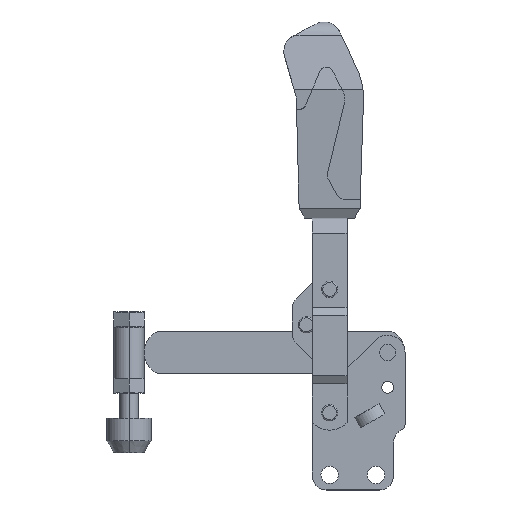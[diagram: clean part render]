
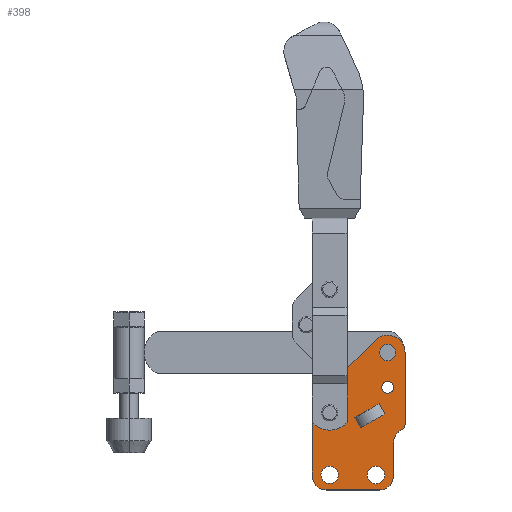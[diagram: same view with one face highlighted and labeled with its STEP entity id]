
A CAD part, top view. The second image highlights one B-rep face of the part: STEP entity #398.
In plain terms, the highlighted planar face has unit normal (0, 0, 1).
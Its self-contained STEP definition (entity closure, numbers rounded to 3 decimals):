
#398=ADVANCED_FACE('NONE',(#1099,#1100,#1101,#1102,#1103,#1104,#1105),#1106,.T.);
#1099=FACE_OUTER_BOUND('',#2158,.T.);
#1100=FACE_BOUND('',#2159,.T.);
#1101=FACE_BOUND('',#2160,.T.);
#1102=FACE_BOUND('',#2161,.T.);
#1103=FACE_BOUND('',#2162,.T.);
#1104=FACE_BOUND('',#2163,.T.);
#1105=FACE_BOUND('',#2164,.T.);
#1106=PLANE('',#2165);
#2158=EDGE_LOOP('',(#3283,#3284,#3285,#3286,#3287,#3288,#3289,#3290,#3291,#3292,#3293));
#2159=EDGE_LOOP('',(#3294,#3295));
#2160=EDGE_LOOP('',(#3296,#3297));
#2161=EDGE_LOOP('',(#3298,#3299));
#2162=EDGE_LOOP('',(#3300,#3301));
#2163=EDGE_LOOP('',(#3302,#3303));
#2164=EDGE_LOOP('',(#3304,#3305,#3306,#3307));
#2165=AXIS2_PLACEMENT_3D('',#3308,#3309,#3310);
#3283=ORIENTED_EDGE('',*,*,#6076,.T.);
#3284=ORIENTED_EDGE('',*,*,#6077,.T.);
#3285=ORIENTED_EDGE('',*,*,#6078,.T.);
#3286=ORIENTED_EDGE('',*,*,#6079,.T.);
#3287=ORIENTED_EDGE('',*,*,#6080,.T.);
#3288=ORIENTED_EDGE('',*,*,#6081,.F.);
#3289=ORIENTED_EDGE('',*,*,#6082,.T.);
#3290=ORIENTED_EDGE('',*,*,#6083,.T.);
#3291=ORIENTED_EDGE('',*,*,#6084,.T.);
#3292=ORIENTED_EDGE('',*,*,#6085,.T.);
#3293=ORIENTED_EDGE('',*,*,#6086,.T.);
#3294=ORIENTED_EDGE('',*,*,#5983,.T.);
#3295=ORIENTED_EDGE('',*,*,#6087,.T.);
#3296=ORIENTED_EDGE('',*,*,#5993,.T.);
#3297=ORIENTED_EDGE('',*,*,#6088,.T.);
#3298=ORIENTED_EDGE('',*,*,#6089,.F.);
#3299=ORIENTED_EDGE('',*,*,#6043,.F.);
#3300=ORIENTED_EDGE('',*,*,#6090,.F.);
#3301=ORIENTED_EDGE('',*,*,#6038,.F.);
#3302=ORIENTED_EDGE('',*,*,#6021,.F.);
#3303=ORIENTED_EDGE('',*,*,#6091,.F.);
#3304=ORIENTED_EDGE('',*,*,#6072,.F.);
#3305=ORIENTED_EDGE('',*,*,#6092,.T.);
#3306=ORIENTED_EDGE('',*,*,#6070,.T.);
#3307=ORIENTED_EDGE('',*,*,#6093,.F.);
#3308=CARTESIAN_POINT('',(-1.5,-27.25,6.0));
#3309=DIRECTION('',(0.0,0.0,1.0));
#3310=DIRECTION('',(1.0,0.0,0.0));
#5983=EDGE_CURVE('NONE',#7094,#7092,#7095,.T.);
#5993=EDGE_CURVE('NONE',#7112,#7110,#7113,.T.);
#6021=EDGE_CURVE('NONE',#7161,#7162,#7163,.T.);
#6038=EDGE_CURVE('NONE',#7191,#7193,#7194,.T.);
#6043=EDGE_CURVE('NONE',#7200,#7202,#7203,.T.);
#6070=EDGE_CURVE('NONE',#7247,#7244,#7248,.T.);
#6072=EDGE_CURVE('NONE',#7249,#7245,#7251,.T.);
#6076=EDGE_CURVE('NONE',#7255,#7256,#7257,.T.);
#6077=EDGE_CURVE('NONE',#7256,#7258,#7259,.T.);
#6078=EDGE_CURVE('NONE',#7258,#7260,#7261,.T.);
#6079=EDGE_CURVE('NONE',#7260,#7262,#7263,.T.);
#6080=EDGE_CURVE('NONE',#7262,#7264,#7265,.T.);
#6081=EDGE_CURVE('NONE',#7266,#7264,#7267,.T.);
#6082=EDGE_CURVE('NONE',#7266,#7268,#7269,.T.);
#6083=EDGE_CURVE('NONE',#7268,#7270,#7271,.T.);
#6084=EDGE_CURVE('NONE',#7270,#7272,#7273,.T.);
#6085=EDGE_CURVE('NONE',#7272,#7274,#7275,.T.);
#6086=EDGE_CURVE('NONE',#7274,#7255,#7276,.T.);
#6087=EDGE_CURVE('NONE',#7092,#7094,#7277,.T.);
#6088=EDGE_CURVE('NONE',#7110,#7112,#7278,.T.);
#6089=EDGE_CURVE('NONE',#7202,#7200,#7279,.T.);
#6090=EDGE_CURVE('NONE',#7193,#7191,#7280,.T.);
#6091=EDGE_CURVE('NONE',#7162,#7161,#7281,.T.);
#6092=EDGE_CURVE('NONE',#7249,#7247,#7282,.T.);
#6093=EDGE_CURVE('NONE',#7245,#7244,#7283,.T.);
#7092=VERTEX_POINT('NONE',#8698);
#7094=VERTEX_POINT('NONE',#8701);
#7095=CIRCLE('',#8702,2.5);
#7110=VERTEX_POINT('NONE',#8720);
#7112=VERTEX_POINT('NONE',#8723);
#7113=CIRCLE('',#8724,2.5);
#7161=VERTEX_POINT('NONE',#8783);
#7162=VERTEX_POINT('NONE',#8784);
#7163=CIRCLE('',#8785,2.5);
#7191=VERTEX_POINT('NONE',#8819);
#7193=VERTEX_POINT('NONE',#8822);
#7194=CIRCLE('',#8823,3.75);
#7200=VERTEX_POINT('NONE',#8830);
#7202=VERTEX_POINT('NONE',#8833);
#7203=CIRCLE('',#8834,3.75);
#7244=VERTEX_POINT('NONE',#8885);
#7245=VERTEX_POINT('NONE',#8886);
#7247=VERTEX_POINT('NONE',#8888);
#7248=LINE('',#8889,#8890);
#7249=VERTEX_POINT('NONE',#8891);
#7251=LINE('',#8893,#8894);
#7255=VERTEX_POINT('NONE',#8898);
#7256=VERTEX_POINT('NONE',#8899);
#7257=LINE('',#8900,#8901);
#7258=VERTEX_POINT('NONE',#8902);
#7259=CIRCLE('',#8903,6.0);
#7260=VERTEX_POINT('NONE',#8904);
#7261=LINE('',#8905,#8906);
#7262=VERTEX_POINT('NONE',#8907);
#7263=CIRCLE('',#8908,6.0);
#7264=VERTEX_POINT('NONE',#8909);
#7265=LINE('',#8910,#8911);
#7266=VERTEX_POINT('NONE',#8912);
#7267=CIRCLE('',#8913,7.0);
#7268=VERTEX_POINT('NONE',#8914);
#7269=CIRCLE('',#8915,2.0);
#7270=VERTEX_POINT('NONE',#8916);
#7271=LINE('',#8917,#8918);
#7272=VERTEX_POINT('NONE',#8919);
#7273=CIRCLE('',#8920,7.5);
#7274=VERTEX_POINT('NONE',#8921);
#7275=LINE('',#8922,#8923);
#7276=CIRCLE('',#8924,7.5);
#7277=CIRCLE('',#8925,2.5);
#7278=CIRCLE('',#8926,2.5);
#7279=CIRCLE('',#8927,3.75);
#7280=CIRCLE('',#8928,3.75);
#7281=CIRCLE('',#8929,2.5);
#7282=LINE('',#8930,#8931);
#7283=LINE('',#8932,#8933);
#8698=CARTESIAN_POINT('',(27.5,11.0,6.0));
#8701=CARTESIAN_POINT('',(22.5,11.0,6.0));
#8702=AXIS2_PLACEMENT_3D('',#11554,#11555,#11556);
#8720=CARTESIAN_POINT('',(2.5,0.0,6.0));
#8723=CARTESIAN_POINT('',(-2.5,0.0,6.0));
#8724=AXIS2_PLACEMENT_3D('',#11570,#11571,#11572);
#8783=CARTESIAN_POINT('',(22.5,26.0,6.0));
#8784=CARTESIAN_POINT('',(27.5,26.0,6.0));
#8785=AXIS2_PLACEMENT_3D('',#11614,#11615,#11616);
#8819=CARTESIAN_POINT('',(23.75,-26.75,6.0));
#8822=CARTESIAN_POINT('',(16.25,-26.75,6.0));
#8823=AXIS2_PLACEMENT_3D('',#11642,#11643,#11644);
#8830=CARTESIAN_POINT('',(3.75,-26.75,6.0));
#8833=CARTESIAN_POINT('',(-3.75,-26.75,6.0));
#8834=AXIS2_PLACEMENT_3D('',#11650,#11651,#11652);
#8885=CARTESIAN_POINT('',(23.793,-0.461,6.0));
#8886=CARTESIAN_POINT('',(13.401,-6.461,6.0));
#8888=CARTESIAN_POINT('',(21.293,3.87,6.0));
#8889=CARTESIAN_POINT('',(21.293,3.87,6.0));
#8890=VECTOR('',#11702,1000.0);
#8891=CARTESIAN_POINT('',(10.901,-2.13,6.0));
#8893=CARTESIAN_POINT('',(10.901,-2.13,6.0));
#8894=VECTOR('',#11706,1000.0);
#8898=CARTESIAN_POINT('',(-7.5,1.0,6.0));
#8899=CARTESIAN_POINT('',(-7.5,-27.25,6.0));
#8900=CARTESIAN_POINT('',(-7.5,1.0,6.0));
#8901=VECTOR('',#11710,1000.0);
#8902=CARTESIAN_POINT('',(-1.5,-33.25,6.0));
#8903=AXIS2_PLACEMENT_3D('',#11711,#11712,#11713);
#8904=CARTESIAN_POINT('',(21.5,-33.25,6.0));
#8905=CARTESIAN_POINT('',(-1.5,-33.25,6.0));
#8906=VECTOR('',#11714,1000.0);
#8907=CARTESIAN_POINT('',(27.5,-27.25,6.0));
#8908=AXIS2_PLACEMENT_3D('',#11715,#11716,#11717);
#8909=CARTESIAN_POINT('',(27.5,-13.25,6.0));
#8910=CARTESIAN_POINT('',(27.5,-27.25,6.0));
#8911=VECTOR('',#11718,1000.0);
#8912=CARTESIAN_POINT('',(31.389,-6.979,6.0));
#8913=AXIS2_PLACEMENT_3D('',#11719,#11720,#11721);
#8914=CARTESIAN_POINT('',(32.5,-5.188,6.0));
#8915=AXIS2_PLACEMENT_3D('',#11722,#11723,#11724);
#8916=CARTESIAN_POINT('',(32.5,26.0,6.0));
#8917=CARTESIAN_POINT('',(32.5,-5.188,6.0));
#8918=VECTOR('',#11725,1000.0);
#8919=CARTESIAN_POINT('',(19.697,31.303,6.0));
#8920=AXIS2_PLACEMENT_3D('',#11726,#11727,#11728);
#8921=CARTESIAN_POINT('',(-5.303,6.303,6.0));
#8922=CARTESIAN_POINT('',(19.697,31.303,6.0));
#8923=VECTOR('',#11729,1000.0);
#8924=AXIS2_PLACEMENT_3D('',#11730,#11731,#11732);
#8925=AXIS2_PLACEMENT_3D('',#11733,#11734,#11735);
#8926=AXIS2_PLACEMENT_3D('',#11736,#11737,#11738);
#8927=AXIS2_PLACEMENT_3D('',#11739,#11740,#11741);
#8928=AXIS2_PLACEMENT_3D('',#11742,#11743,#11744);
#8929=AXIS2_PLACEMENT_3D('',#11745,#11746,#11747);
#8930=CARTESIAN_POINT('',(10.901,-2.13,6.0));
#8931=VECTOR('',#11748,1000.0);
#8932=CARTESIAN_POINT('',(13.401,-6.461,6.0));
#8933=VECTOR('',#11749,1000.0);
#11554=CARTESIAN_POINT('',(25.0,11.0,6.0));
#11555=DIRECTION('',(0.0,0.0,-1.0));
#11556=DIRECTION('',(1.0,0.0,0.0));
#11570=CARTESIAN_POINT('',(0.0,0.0,6.0));
#11571=DIRECTION('',(0.0,0.0,-1.0));
#11572=DIRECTION('',(1.0,0.0,0.0));
#11614=CARTESIAN_POINT('',(25.0,26.0,6.0));
#11615=DIRECTION('',(0.0,0.0,1.0));
#11616=DIRECTION('',(1.0,0.0,0.0));
#11642=CARTESIAN_POINT('',(20.0,-26.75,6.0));
#11643=DIRECTION('',(0.0,0.0,1.0));
#11644=DIRECTION('',(1.0,0.0,0.0));
#11650=CARTESIAN_POINT('',(0.0,-26.75,6.0));
#11651=DIRECTION('',(0.0,0.0,1.0));
#11652=DIRECTION('',(1.0,0.0,0.0));
#11702=DIRECTION('',(0.5,-0.866,0.0));
#11706=DIRECTION('',(0.5,-0.866,0.0));
#11710=DIRECTION('',(0.0,-1.0,0.0));
#11711=CARTESIAN_POINT('',(-1.5,-27.25,6.0));
#11712=DIRECTION('',(0.0,0.0,1.0));
#11713=DIRECTION('',(1.0,0.0,0.0));
#11714=DIRECTION('',(1.0,0.0,0.0));
#11715=CARTESIAN_POINT('',(21.5,-27.25,6.0));
#11716=DIRECTION('',(0.0,0.0,1.0));
#11717=DIRECTION('',(1.0,0.0,0.0));
#11718=DIRECTION('',(0.0,1.0,0.0));
#11719=CARTESIAN_POINT('',(34.5,-13.25,6.0));
#11720=DIRECTION('',(0.0,0.0,1.0));
#11721=DIRECTION('',(1.0,0.0,0.0));
#11722=CARTESIAN_POINT('',(30.5,-5.188,6.0));
#11723=DIRECTION('',(0.0,0.0,1.0));
#11724=DIRECTION('',(1.0,0.0,0.0));
#11725=DIRECTION('',(0.0,1.0,0.0));
#11726=CARTESIAN_POINT('',(25.0,26.0,6.0));
#11727=DIRECTION('',(0.0,0.0,1.0));
#11728=DIRECTION('',(1.0,0.0,0.0));
#11729=DIRECTION('',(-0.707,-0.707,0.0));
#11730=CARTESIAN_POINT('',(0.0,1.0,6.0));
#11731=DIRECTION('',(0.0,0.0,1.0));
#11732=DIRECTION('',(1.0,0.0,0.0));
#11733=CARTESIAN_POINT('',(25.0,11.0,6.0));
#11734=DIRECTION('',(0.0,0.0,-1.0));
#11735=DIRECTION('',(1.0,0.0,0.0));
#11736=CARTESIAN_POINT('',(0.0,0.0,6.0));
#11737=DIRECTION('',(0.0,0.0,-1.0));
#11738=DIRECTION('',(1.0,0.0,0.0));
#11739=CARTESIAN_POINT('',(0.0,-26.75,6.0));
#11740=DIRECTION('',(0.0,0.0,1.0));
#11741=DIRECTION('',(1.0,0.0,0.0));
#11742=CARTESIAN_POINT('',(20.0,-26.75,6.0));
#11743=DIRECTION('',(0.0,0.0,1.0));
#11744=DIRECTION('',(1.0,0.0,0.0));
#11745=CARTESIAN_POINT('',(25.0,26.0,6.0));
#11746=DIRECTION('',(0.0,0.0,1.0));
#11747=DIRECTION('',(1.0,0.0,0.0));
#11748=DIRECTION('',(0.866,0.5,0.0));
#11749=DIRECTION('',(0.866,0.5,0.0));
